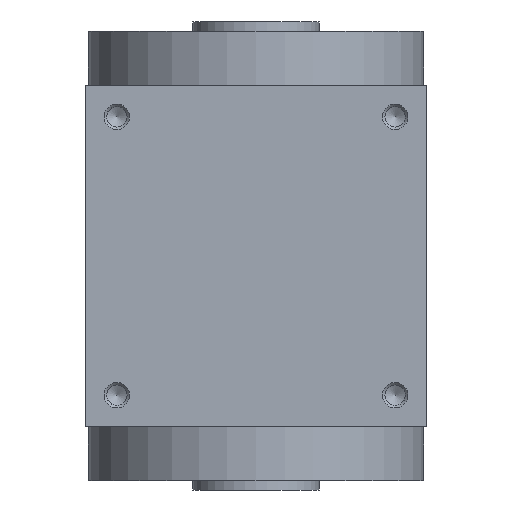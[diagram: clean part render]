
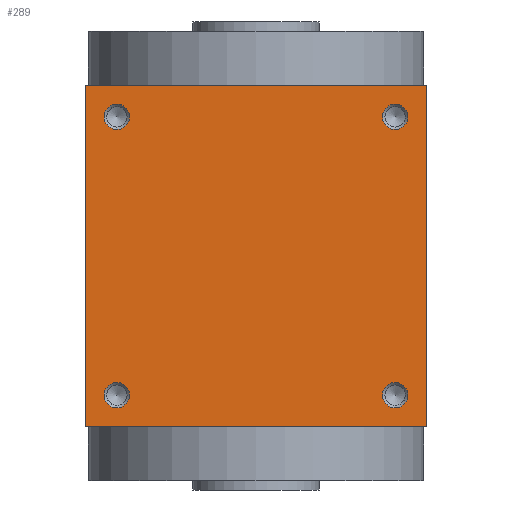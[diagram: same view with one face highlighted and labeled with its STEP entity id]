
A CAD part, left-side view. The second image highlights one B-rep face of the part: STEP entity #289.
In plain terms, the highlighted face is planar.
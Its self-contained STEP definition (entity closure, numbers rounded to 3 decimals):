
#289 = ADVANCED_FACE( '', ( #690, #691, #692, #693, #694 ), #695, .F. );
#690 = FACE_BOUND( '', #1259, .T. );
#691 = FACE_BOUND( '', #1260, .T. );
#692 = FACE_BOUND( '', #1261, .T. );
#693 = FACE_BOUND( '', #1262, .T. );
#694 = FACE_OUTER_BOUND( '', #1263, .T. );
#695 = PLANE( '', #1264 );
#1259 = EDGE_LOOP( '', ( #1975 ) );
#1260 = EDGE_LOOP( '', ( #1976 ) );
#1261 = EDGE_LOOP( '', ( #1977 ) );
#1262 = EDGE_LOOP( '', ( #1978 ) );
#1263 = EDGE_LOOP( '', ( #1979, #1980, #1981, #1982 ) );
#1264 = AXIS2_PLACEMENT_3D( '', #1983, #1984, #1985 );
#1975 = ORIENTED_EDGE( '', *, *, #2765, .F. );
#1976 = ORIENTED_EDGE( '', *, *, #2868, .T. );
#1977 = ORIENTED_EDGE( '', *, *, #2869, .F. );
#1978 = ORIENTED_EDGE( '', *, *, #2870, .T. );
#1979 = ORIENTED_EDGE( '', *, *, #2858, .F. );
#1980 = ORIENTED_EDGE( '', *, *, #2871, .F. );
#1981 = ORIENTED_EDGE( '', *, *, #2831, .F. );
#1982 = ORIENTED_EDGE( '', *, *, #2814, .F. );
#1983 = CARTESIAN_POINT( '', ( 0., 0., -27. ) );
#1984 = DIRECTION( '', ( 0., 0., 1. ) );
#1985 = DIRECTION( '', ( 1., 0., 0. ) );
#2765 = EDGE_CURVE( '', #3214, #3214, #3215, .T. );
#2814 = EDGE_CURVE( '', #3293, #3294, #3295, .T. );
#2831 = EDGE_CURVE( '', #3294, #3319, #3320, .T. );
#2858 = EDGE_CURVE( '', #3361, #3293, #3362, .T. );
#2868 = EDGE_CURVE( '', #3376, #3376, #3377, .T. );
#2869 = EDGE_CURVE( '', #3378, #3378, #3379, .T. );
#2870 = EDGE_CURVE( '', #3380, #3380, #3381, .T. );
#2871 = EDGE_CURVE( '', #3319, #3361, #3382, .T. );
#3214 = VERTEX_POINT( '', #3816 );
#3215 = CIRCLE( '', #3817, 2. );
#3293 = VERTEX_POINT( '', #3926 );
#3294 = VERTEX_POINT( '', #3927 );
#3295 = LINE( '', #3928, #3929 );
#3319 = VERTEX_POINT( '', #3956 );
#3320 = LINE( '', #3957, #3958 );
#3361 = VERTEX_POINT( '', #4005 );
#3362 = LINE( '', #4006, #4007 );
#3376 = VERTEX_POINT( '', #4023 );
#3377 = CIRCLE( '', #4024, 2. );
#3378 = VERTEX_POINT( '', #4025 );
#3379 = CIRCLE( '', #4026, 2. );
#3380 = VERTEX_POINT( '', #4027 );
#3381 = CIRCLE( '', #4028, 2. );
#3382 = LINE( '', #4029, #4030 );
#3816 = CARTESIAN_POINT( '', ( -24., 22., -27. ) );
#3817 = AXIS2_PLACEMENT_3D( '', #4455, #4456, #4457 );
#3926 = CARTESIAN_POINT( '', ( -27., -27., -27. ) );
#3927 = CARTESIAN_POINT( '', ( 27., -27., -27. ) );
#3928 = CARTESIAN_POINT( '', ( -27., -27., -27. ) );
#3929 = VECTOR( '', #4553, 1000. );
#3956 = CARTESIAN_POINT( '', ( 27., 27., -27. ) );
#3957 = CARTESIAN_POINT( '', ( 27., -27., -27. ) );
#3958 = VECTOR( '', #4578, 1000. );
#4005 = CARTESIAN_POINT( '', ( -27., 27., -27. ) );
#4006 = CARTESIAN_POINT( '', ( -27., 27., -27. ) );
#4007 = VECTOR( '', #4624, 1000. );
#4023 = CARTESIAN_POINT( '', ( 24., 22., -27. ) );
#4024 = AXIS2_PLACEMENT_3D( '', #4639, #4640, #4641 );
#4025 = CARTESIAN_POINT( '', ( -24., -22., -27. ) );
#4026 = AXIS2_PLACEMENT_3D( '', #4642, #4643, #4644 );
#4027 = CARTESIAN_POINT( '', ( 24., -22., -27. ) );
#4028 = AXIS2_PLACEMENT_3D( '', #4645, #4646, #4647 );
#4029 = CARTESIAN_POINT( '', ( 27., 27., -27. ) );
#4030 = VECTOR( '', #4648, 1000. );
#4455 = CARTESIAN_POINT( '', ( -22., 22., -27. ) );
#4456 = DIRECTION( '', ( 0., 0., -1. ) );
#4457 = DIRECTION( '', ( -1., 0., 0. ) );
#4553 = DIRECTION( '', ( 1., 0., 0. ) );
#4578 = DIRECTION( '', ( 0., 1., 0. ) );
#4624 = DIRECTION( '', ( 0., -1., 0. ) );
#4639 = CARTESIAN_POINT( '', ( 22., 22., -27. ) );
#4640 = DIRECTION( '', ( 0., 0., 1. ) );
#4641 = DIRECTION( '', ( 1., 0., 0. ) );
#4642 = CARTESIAN_POINT( '', ( -22., -22., -27. ) );
#4643 = DIRECTION( '', ( 0., 0., -1. ) );
#4644 = DIRECTION( '', ( -1., 0., 0. ) );
#4645 = CARTESIAN_POINT( '', ( 22., -22., -27. ) );
#4646 = DIRECTION( '', ( 0., 0., 1. ) );
#4647 = DIRECTION( '', ( 1., 0., 0. ) );
#4648 = DIRECTION( '', ( -1., 0., 0. ) );
